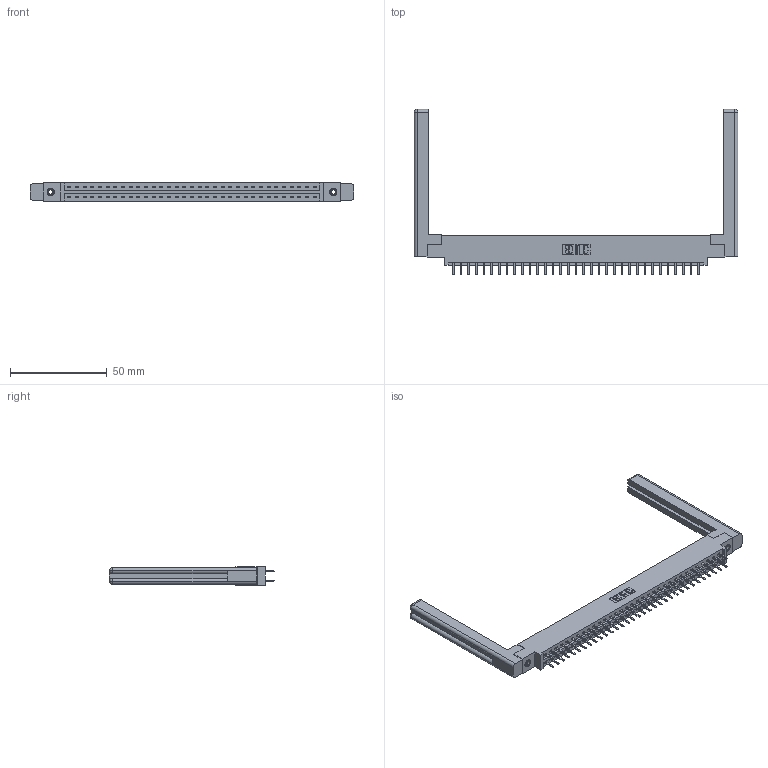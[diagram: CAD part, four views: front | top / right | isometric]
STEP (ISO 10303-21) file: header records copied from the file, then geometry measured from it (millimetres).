
FILE_DESCRIPTION (( 'STEP AP203' ), '1' );
FILE_NAME ('387-066-520-858.STEP', '2019-10-19T18:03:24', ( '' ), ( '' ), 'SwSTEP 2.0', 'SolidWorks 2016', '' );
FILE_SCHEMA (( 'CONFIG_CONTROL_DESIGN' ));
Length unit declared in the file: inch
Products named in the file (5): 345-292-001_345-293-120; 345-250-001_345-250-001-102; 387-066-520-858; 307-220-058; 337 Part_0.170 Offset - 0.156 Dia-TI
Assembly tree (71 placements, depth 2):
  387-066-520-858
    337 Part_0.170 Offset - 0.156 Dia-TI
    345-292-001_345-293-120  x66
    345-250-001_345-250-001-102  x2
    307-220-058  x2
Bounding box: 167.39 x 85.43 x 9.4 mm (x, y, z)
Volume: 24516.5 mm3; surface area: 24625.9 mm2
Topology: 71 solids, 71 shells, 4088 faces, 11831 edges, 7698 vertices
Faces by surface type: plane 2798, cylinder 1266, cone 12, torus 12
Entity records: 29630 total; most frequent: CARTESIAN_POINT 5021, ORIENTED_EDGE 4884, DIRECTION 4290, EDGE_CURVE 2442, VECTOR 2262, LINE 2262, VERTEX_POINT 1618, AXIS2_PLACEMENT_3D 1014
